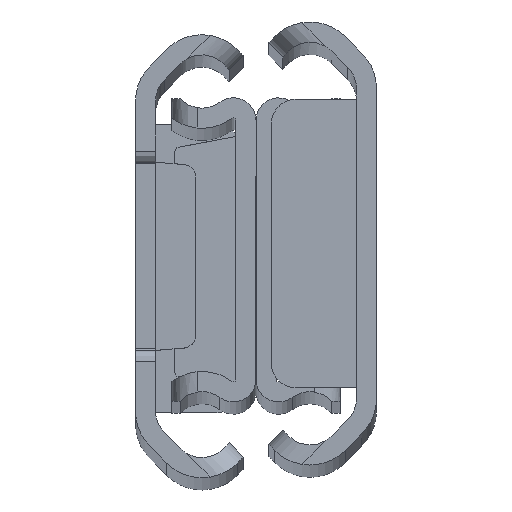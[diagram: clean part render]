
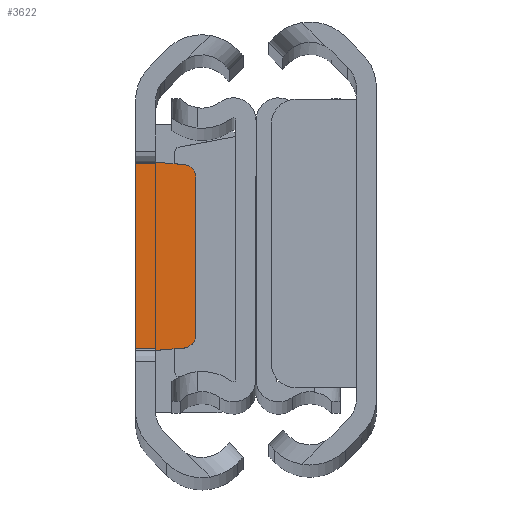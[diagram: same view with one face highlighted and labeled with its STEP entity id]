
A CAD part, top view. The second image highlights one B-rep face of the part: STEP entity #3622.
In plain terms, the highlighted planar face has unit normal (0, 0, 1).
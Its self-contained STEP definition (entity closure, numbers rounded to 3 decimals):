
#91 = LINE ( 'NONE', #1196, #1675 ) ;
#139 = PLANE ( 'NONE',  #1855 ) ;
#151 = VERTEX_POINT ( 'NONE', #944 ) ;
#462 = VERTEX_POINT ( 'NONE', #1925 ) ;
#494 = VERTEX_POINT ( 'NONE', #2822 ) ;
#495 = DIRECTION ( 'NONE',  ( 0., -1., 0. ) ) ;
#589 = AXIS2_PLACEMENT_3D ( 'NONE', #2314, #3054, #495 ) ;
#605 = DIRECTION ( 'NONE',  ( 0., 0., 1. ) ) ;
#674 = VECTOR ( 'NONE', #2916, 1000. ) ;
#730 = CIRCLE ( 'NONE', #589, 1. ) ;
#772 = CARTESIAN_POINT ( 'NONE',  ( 0., -7.5, -2.2 ) ) ;
#804 = EDGE_CURVE ( 'NONE', #462, #3447, #730, .T. ) ;
#868 = EDGE_CURVE ( 'NONE', #494, #3252, #1256, .T. ) ;
#925 = EDGE_CURVE ( 'NONE', #2049, #151, #2654, .T. ) ;
#928 = LINE ( 'NONE', #2386, #4611 ) ;
#944 = CARTESIAN_POINT ( 'NONE',  ( 0., 7.5, -2.2 ) ) ;
#1021 = CARTESIAN_POINT ( 'NONE',  ( 1.6, 7.5, -2.2 ) ) ;
#1196 = CARTESIAN_POINT ( 'NONE',  ( 4.8, -7.23, -2.2 ) ) ;
#1256 = LINE ( 'NONE', #4514, #2507 ) ;
#1339 = CARTESIAN_POINT ( 'NONE',  ( 4.8, 6.311, -2.2 ) ) ;
#1394 = AXIS2_PLACEMENT_3D ( 'NONE', #4291, #605, #3890 ) ;
#1417 = EDGE_CURVE ( 'NONE', #3447, #2203, #3604, .T. ) ;
#1480 = CARTESIAN_POINT ( 'NONE',  ( 3.884, 7.307, -2.2 ) ) ;
#1489 = ORIENTED_EDGE ( 'NONE', *, *, #925, .T. ) ;
#1545 = EDGE_CURVE ( 'NONE', #494, #462, #91, .T. ) ;
#1589 = FACE_OUTER_BOUND ( 'NONE', #1655, .T. ) ;
#1655 = EDGE_LOOP ( 'NONE', ( #1830, #2593, #1689, #2646, #2477, #1489, #2855, #1705 ) ) ;
#1675 = VECTOR ( 'NONE', #3015, 1000. ) ;
#1680 = DIRECTION ( 'NONE',  ( 0., 1., 0. ) ) ;
#1689 = ORIENTED_EDGE ( 'NONE', *, *, #1417, .T. ) ;
#1705 = ORIENTED_EDGE ( 'NONE', *, *, #868, .F. ) ;
#1830 = ORIENTED_EDGE ( 'NONE', *, *, #1545, .T. ) ;
#1855 = AXIS2_PLACEMENT_3D ( 'NONE', #2322, #3786, #4129 ) ;
#1915 = CARTESIAN_POINT ( 'NONE',  ( 1.6, 7.5, -2.2 ) ) ;
#1925 = CARTESIAN_POINT ( 'NONE',  ( 3.884, -7.307, -2.2 ) ) ;
#2049 = VERTEX_POINT ( 'NONE', #1915 ) ;
#2072 = VERTEX_POINT ( 'NONE', #1480 ) ;
#2097 = VECTOR ( 'NONE', #2151, 1000. ) ;
#2151 = DIRECTION ( 'NONE',  ( -0.996, 0.084, 0. ) ) ;
#2203 = VERTEX_POINT ( 'NONE', #1339 ) ;
#2279 = VECTOR ( 'NONE', #3032, 1000. ) ;
#2294 = CARTESIAN_POINT ( 'NONE',  ( 8.601, 7.5, -2.2 ) ) ;
#2314 = CARTESIAN_POINT ( 'NONE',  ( 3.8, -6.311, -2.2 ) ) ;
#2322 = CARTESIAN_POINT ( 'NONE',  ( 8.601, 7.5, -2.2 ) ) ;
#2339 = DIRECTION ( 'NONE',  ( -1., 0., 0. ) ) ;
#2386 = CARTESIAN_POINT ( 'NONE',  ( 0., 7.5, -2.2 ) ) ;
#2473 = CARTESIAN_POINT ( 'NONE',  ( 4.8, 7.23, -2.2 ) ) ;
#2477 = ORIENTED_EDGE ( 'NONE', *, *, #4399, .T. ) ;
#2507 = VECTOR ( 'NONE', #2339, 1000. ) ;
#2593 = ORIENTED_EDGE ( 'NONE', *, *, #804, .T. ) ;
#2620 = CIRCLE ( 'NONE', #1394, 1. ) ;
#2646 = ORIENTED_EDGE ( 'NONE', *, *, #3419, .T. ) ;
#2654 = LINE ( 'NONE', #2294, #2279 ) ;
#2822 = CARTESIAN_POINT ( 'NONE',  ( 1.6, -7.5, -2.2 ) ) ;
#2855 = ORIENTED_EDGE ( 'NONE', *, *, #4177, .F. ) ;
#2916 = DIRECTION ( 'NONE',  ( 0., 1., 0. ) ) ;
#3015 = DIRECTION ( 'NONE',  ( 0.996, 0.084, 0. ) ) ;
#3032 = DIRECTION ( 'NONE',  ( -1., 0., 0. ) ) ;
#3054 = DIRECTION ( 'NONE',  ( 0., 0., 1. ) ) ;
#3244 = LINE ( 'NONE', #1021, #2097 ) ;
#3252 = VERTEX_POINT ( 'NONE', #772 ) ;
#3419 = EDGE_CURVE ( 'NONE', #2203, #2072, #2620, .T. ) ;
#3447 = VERTEX_POINT ( 'NONE', #3861 ) ;
#3604 = LINE ( 'NONE', #2473, #674 ) ;
#3622 = ADVANCED_FACE ( 'NONE', ( #1589 ), #139, .T. ) ;
#3786 = DIRECTION ( 'NONE',  ( 0., 0., 1. ) ) ;
#3861 = CARTESIAN_POINT ( 'NONE',  ( 4.8, -6.311, -2.2 ) ) ;
#3890 = DIRECTION ( 'NONE',  ( 0., -1., 0. ) ) ;
#4129 = DIRECTION ( 'NONE',  ( 0., -1., 0. ) ) ;
#4177 = EDGE_CURVE ( 'NONE', #3252, #151, #928, .T. ) ;
#4291 = CARTESIAN_POINT ( 'NONE',  ( 3.8, 6.311, -2.2 ) ) ;
#4399 = EDGE_CURVE ( 'NONE', #2072, #2049, #3244, .T. ) ;
#4514 = CARTESIAN_POINT ( 'NONE',  ( 8.601, -7.5, -2.2 ) ) ;
#4611 = VECTOR ( 'NONE', #1680, 1000. ) ;
